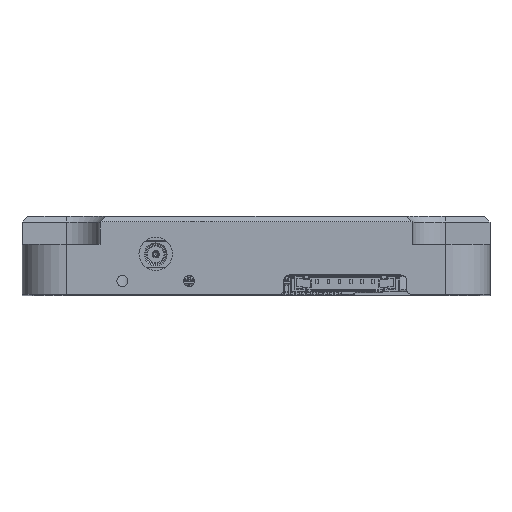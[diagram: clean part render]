
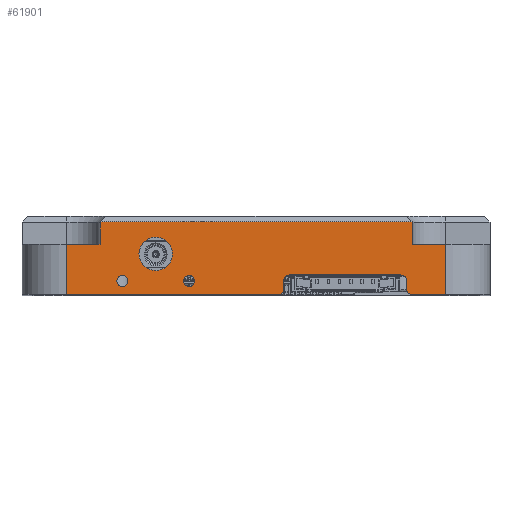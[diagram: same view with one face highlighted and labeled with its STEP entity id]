
A CAD part, top view. The second image highlights one B-rep face of the part: STEP entity #61901.
In plain terms, the highlighted planar face has unit normal (0, 0, 1).
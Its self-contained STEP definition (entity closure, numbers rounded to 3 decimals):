
#8513=LINE('',#117253,#16626);
#8530=LINE('',#117294,#16643);
#8532=LINE('',#117298,#16645);
#8538=LINE('',#117312,#16651);
#8620=LINE('',#117689,#16733);
#8623=LINE('',#117697,#16736);
#8628=LINE('',#117707,#16741);
#8634=LINE('',#117722,#16747);
#8661=LINE('',#117801,#16774);
#8665=LINE('',#117817,#16778);
#8668=LINE('',#117822,#16781);
#8669=LINE('',#117827,#16782);
#16626=VECTOR('',#99391,1000.);
#16643=VECTOR('',#99430,1000.);
#16645=VECTOR('',#99434,1000.);
#16651=VECTOR('',#99442,1000.);
#16733=VECTOR('',#99854,1000.);
#16736=VECTOR('',#99861,1000.);
#16741=VECTOR('',#99872,1000.);
#16747=VECTOR('',#99888,1000.);
#16774=VECTOR('',#99969,1000.);
#16778=VECTOR('',#99981,1000.);
#16781=VECTOR('',#99986,1000.);
#16782=VECTOR('',#99995,1000.);
#34429=ORIENTED_EDGE('',*,*,#43173,.F.);
#34430=ORIENTED_EDGE('',*,*,#43172,.F.);
#34431=ORIENTED_EDGE('',*,*,#43171,.F.);
#34432=ORIENTED_EDGE('',*,*,#43501,.T.);
#34433=ORIENTED_EDGE('',*,*,#43282,.T.);
#34434=ORIENTED_EDGE('',*,*,#43488,.F.);
#34435=ORIENTED_EDGE('',*,*,#43484,.F.);
#34436=ORIENTED_EDGE('',*,*,#43553,.T.);
#34437=ORIENTED_EDGE('',*,*,#43542,.T.);
#34438=ORIENTED_EDGE('',*,*,#43554,.T.);
#34439=ORIENTED_EDGE('',*,*,#43311,.F.);
#34440=ORIENTED_EDGE('',*,*,#43555,.F.);
#34441=ORIENTED_EDGE('',*,*,#43303,.F.);
#34442=ORIENTED_EDGE('',*,*,#43556,.F.);
#34443=ORIENTED_EDGE('',*,*,#43305,.T.);
#34444=ORIENTED_EDGE('',*,*,#43557,.T.);
#34445=ORIENTED_EDGE('',*,*,#43550,.T.);
#34446=ORIENTED_EDGE('',*,*,#43558,.F.);
#34447=ORIENTED_EDGE('',*,*,#43493,.F.);
#43171=EDGE_CURVE('',#49151,#49151,#50055,.T.);
#43172=EDGE_CURVE('',#49152,#49152,#50056,.T.);
#43173=EDGE_CURVE('',#49153,#49153,#50057,.T.);
#43282=EDGE_CURVE('',#49227,#49231,#8513,.T.);
#43303=EDGE_CURVE('',#49244,#49245,#8530,.T.);
#43305=EDGE_CURVE('',#49246,#49247,#8532,.T.);
#43311=EDGE_CURVE('',#49252,#49253,#8538,.T.);
#43484=EDGE_CURVE('',#49382,#49383,#8620,.T.);
#43488=EDGE_CURVE('',#49383,#49231,#8623,.T.);
#43493=EDGE_CURVE('',#49387,#49388,#8628,.T.);
#43501=EDGE_CURVE('',#49387,#49227,#8634,.T.);
#43542=EDGE_CURVE('',#49417,#49416,#8661,.T.);
#43550=EDGE_CURVE('',#49425,#49424,#8665,.T.);
#43553=EDGE_CURVE('',#49382,#49417,#8668,.T.);
#43554=EDGE_CURVE('',#49416,#49253,#50232,.T.);
#43555=EDGE_CURVE('',#49245,#49252,#50233,.T.);
#43556=EDGE_CURVE('',#49246,#49244,#50234,.T.);
#43557=EDGE_CURVE('',#49247,#49425,#50235,.T.);
#43558=EDGE_CURVE('',#49388,#49424,#8669,.T.);
#49151=VERTEX_POINT('',#117002);
#49152=VERTEX_POINT('',#117005);
#49153=VERTEX_POINT('',#117008);
#49227=VERTEX_POINT('',#117240);
#49231=VERTEX_POINT('',#117252);
#49244=VERTEX_POINT('',#117293);
#49245=VERTEX_POINT('',#117295);
#49246=VERTEX_POINT('',#117299);
#49247=VERTEX_POINT('',#117300);
#49252=VERTEX_POINT('',#117311);
#49253=VERTEX_POINT('',#117313);
#49382=VERTEX_POINT('',#117688);
#49383=VERTEX_POINT('',#117690);
#49387=VERTEX_POINT('',#117706);
#49388=VERTEX_POINT('',#117708);
#49416=VERTEX_POINT('',#117800);
#49417=VERTEX_POINT('',#117802);
#49424=VERTEX_POINT('',#117816);
#49425=VERTEX_POINT('',#117818);
#50055=CIRCLE('',#84084,1.5);
#50056=CIRCLE('',#84086,0.5);
#50057=CIRCLE('',#84088,0.5);
#50232=CIRCLE('',#84411,0.5);
#50233=CIRCLE('',#84412,0.5);
#50234=CIRCLE('',#84413,0.5);
#50235=CIRCLE('',#84414,0.5);
#53295=EDGE_LOOP('',(#34429));
#53296=EDGE_LOOP('',(#34430));
#53297=EDGE_LOOP('',(#34431));
#53298=EDGE_LOOP('',(#34432,#34433,#34434,#34435,#34436,#34437,#34438,#34439,
#34440,#34441,#34442,#34443,#34444,#34445,#34446,#34447));
#56412=FACE_BOUND('',#53295,.T.);
#56413=FACE_BOUND('',#53296,.T.);
#56414=FACE_BOUND('',#53297,.T.);
#56415=FACE_BOUND('',#53298,.T.);
#58970=PLANE('',#84410);
#61901=ADVANCED_FACE('',(#56412,#56413,#56414,#56415),#58970,.F.);
#84084=AXIS2_PLACEMENT_3D('',#117001,#99129,#99130);
#84086=AXIS2_PLACEMENT_3D('',#117004,#99133,#99134);
#84088=AXIS2_PLACEMENT_3D('',#117007,#99137,#99138);
#84410=AXIS2_PLACEMENT_3D('',#117821,#99984,#99985);
#84411=AXIS2_PLACEMENT_3D('',#117823,#99987,#99988);
#84412=AXIS2_PLACEMENT_3D('',#117824,#99989,#99990);
#84413=AXIS2_PLACEMENT_3D('',#117825,#99991,#99992);
#84414=AXIS2_PLACEMENT_3D('',#117826,#99993,#99994);
#99129=DIRECTION('',(0.,0.,1.));
#99130=DIRECTION('',(1.,0.,0.));
#99133=DIRECTION('',(0.,0.,1.));
#99134=DIRECTION('',(1.,0.,0.));
#99137=DIRECTION('',(0.,0.,1.));
#99138=DIRECTION('',(1.,0.,0.));
#99391=DIRECTION('',(-1.,0.,0.));
#99430=DIRECTION('',(-1.,0.,0.));
#99434=DIRECTION('',(0.,-1.,0.));
#99442=DIRECTION('',(0.,-1.,0.));
#99854=DIRECTION('',(1.,0.,0.));
#99861=DIRECTION('',(0.,1.,0.));
#99872=DIRECTION('',(1.,0.,0.));
#99888=DIRECTION('',(0.,1.,0.));
#99969=DIRECTION('',(1.,0.,0.));
#99981=DIRECTION('',(1.,0.,0.));
#99984=DIRECTION('',(0.,0.,-1.));
#99985=DIRECTION('',(0.,-1.,0.));
#99986=DIRECTION('',(0.,-1.,0.));
#99987=DIRECTION('',(0.,0.,1.));
#99988=DIRECTION('',(-1.,0.,0.));
#99989=DIRECTION('',(0.,0.,1.));
#99990=DIRECTION('',(-1.,0.,0.));
#99991=DIRECTION('',(0.,0.,1.));
#99992=DIRECTION('',(-1.,0.,0.));
#99993=DIRECTION('',(0.,0.,1.));
#99994=DIRECTION('',(-1.,0.,0.));
#99995=DIRECTION('',(0.,-1.,0.));
#117001=CARTESIAN_POINT('',(-9.,3.63,33.5));
#117002=CARTESIAN_POINT('',(-7.5,3.63,33.5));
#117004=CARTESIAN_POINT('',(-12.,1.2,33.5));
#117005=CARTESIAN_POINT('',(-11.5,1.2,33.5));
#117007=CARTESIAN_POINT('',(-6.,1.2,33.5));
#117008=CARTESIAN_POINT('',(-5.5,1.2,33.5));
#117240=CARTESIAN_POINT('',(14.,6.5,33.5));
#117252=CARTESIAN_POINT('',(-14.,6.5,33.5));
#117253=CARTESIAN_POINT('',(-17.,6.5,33.5));
#117293=CARTESIAN_POINT('',(13.,1.74,33.5));
#117294=CARTESIAN_POINT('',(2.5,1.74,33.5));
#117295=CARTESIAN_POINT('',(3.,1.74,33.5));
#117298=CARTESIAN_POINT('',(13.5,1.74,33.5));
#117299=CARTESIAN_POINT('',(13.5,1.24,33.5));
#117300=CARTESIAN_POINT('',(13.5,0.5,33.5));
#117311=CARTESIAN_POINT('',(2.5,1.24,33.5));
#117312=CARTESIAN_POINT('',(2.5,1.74,33.5));
#117313=CARTESIAN_POINT('',(2.5,0.5,33.5));
#117688=CARTESIAN_POINT('',(-17.,4.5,33.5));
#117689=CARTESIAN_POINT('',(-17.,4.5,33.5));
#117690=CARTESIAN_POINT('',(-14.,4.5,33.5));
#117697=CARTESIAN_POINT('',(-14.,4.5,33.5));
#117706=CARTESIAN_POINT('',(14.,4.5,33.5));
#117707=CARTESIAN_POINT('',(14.,4.5,33.5));
#117708=CARTESIAN_POINT('',(17.,4.5,33.5));
#117722=CARTESIAN_POINT('',(14.,4.5,33.5));
#117800=CARTESIAN_POINT('',(2.,0.,33.5));
#117801=CARTESIAN_POINT('',(-17.,0.,33.5));
#117802=CARTESIAN_POINT('',(-17.,0.,33.5));
#117816=CARTESIAN_POINT('',(17.,0.,33.5));
#117817=CARTESIAN_POINT('',(-17.,0.,33.5));
#117818=CARTESIAN_POINT('',(14.,0.,33.5));
#117821=CARTESIAN_POINT('',(-17.,7.,33.5));
#117822=CARTESIAN_POINT('',(-17.,7.,33.5));
#117823=CARTESIAN_POINT('',(2.,0.5,33.5));
#117824=CARTESIAN_POINT('',(3.,1.24,33.5));
#117825=CARTESIAN_POINT('',(13.,1.24,33.5));
#117826=CARTESIAN_POINT('',(14.,0.5,33.5));
#117827=CARTESIAN_POINT('',(17.,7.,33.5));
